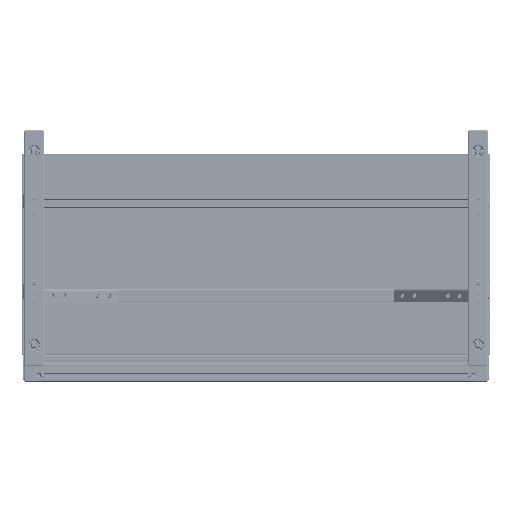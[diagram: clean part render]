
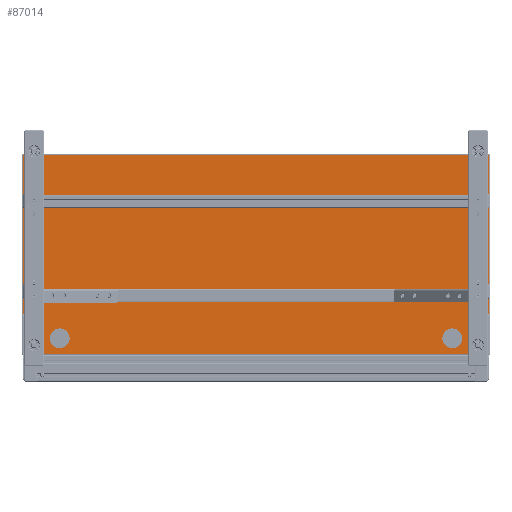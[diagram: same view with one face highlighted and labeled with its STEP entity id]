
A CAD part, front view. The second image highlights one B-rep face of the part: STEP entity #87014.
In plain terms, the highlighted face is planar.
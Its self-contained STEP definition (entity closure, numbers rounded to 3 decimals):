
#5388=FACE_BOUND('',#16088,.T.);
#5389=FACE_BOUND('',#16089,.T.);
#5390=FACE_BOUND('',#16090,.T.);
#5391=FACE_BOUND('',#16091,.T.);
#5392=FACE_BOUND('',#16092,.T.);
#5393=FACE_BOUND('',#16093,.T.);
#7066=PLANE('',#95918);
#11103=FACE_OUTER_BOUND('',#16087,.T.);
#16087=EDGE_LOOP('',(#74882,#74883,#74884,#74885));
#16088=EDGE_LOOP('',(#74886));
#16089=EDGE_LOOP('',(#74887));
#16090=EDGE_LOOP('',(#74888,#74889));
#16091=EDGE_LOOP('',(#74890,#74891));
#16092=EDGE_LOOP('',(#74892,#74893));
#16093=EDGE_LOOP('',(#74894,#74895));
#22912=LINE('',#158157,#30205);
#22914=LINE('',#158165,#30207);
#22916=LINE('',#158175,#30209);
#22918=LINE('',#158184,#30211);
#30205=VECTOR('',#116024,10.);
#30207=VECTOR('',#116032,10.);
#30209=VECTOR('',#116044,10.);
#30211=VECTOR('',#116056,10.);
#35119=CIRCLE('',#95888,29.5);
#35121=CIRCLE('',#95891,29.5);
#35136=CIRCLE('',#95919,3.85);
#35137=CIRCLE('',#95920,3.85);
#35138=CIRCLE('',#95921,3.85);
#35139=CIRCLE('',#95922,3.85);
#35140=CIRCLE('',#95923,3.85);
#35141=CIRCLE('',#95924,3.85);
#35142=CIRCLE('',#95925,3.85);
#35143=CIRCLE('',#95926,3.85);
#42025=VERTEX_POINT('',#158140);
#42027=VERTEX_POINT('',#158146);
#42028=VERTEX_POINT('',#158150);
#42031=VERTEX_POINT('',#158155);
#42032=VERTEX_POINT('',#158159);
#42035=VERTEX_POINT('',#158169);
#42045=VERTEX_POINT('',#158208);
#42046=VERTEX_POINT('',#158209);
#42047=VERTEX_POINT('',#158212);
#42048=VERTEX_POINT('',#158213);
#42049=VERTEX_POINT('',#158216);
#42050=VERTEX_POINT('',#158217);
#42051=VERTEX_POINT('',#158220);
#42052=VERTEX_POINT('',#158221);
#53387=EDGE_CURVE('',#42025,#42025,#35119,.T.);
#53390=EDGE_CURVE('',#42027,#42027,#35121,.T.);
#53394=EDGE_CURVE('',#42031,#42028,#22912,.T.);
#53398=EDGE_CURVE('',#42028,#42032,#22914,.T.);
#53403=EDGE_CURVE('',#42032,#42035,#22916,.T.);
#53408=EDGE_CURVE('',#42035,#42031,#22918,.T.);
#53420=EDGE_CURVE('',#42045,#42046,#35136,.T.);
#53421=EDGE_CURVE('',#42046,#42045,#35137,.T.);
#53422=EDGE_CURVE('',#42047,#42048,#35138,.T.);
#53423=EDGE_CURVE('',#42048,#42047,#35139,.T.);
#53424=EDGE_CURVE('',#42049,#42050,#35140,.T.);
#53425=EDGE_CURVE('',#42050,#42049,#35141,.T.);
#53426=EDGE_CURVE('',#42051,#42052,#35142,.T.);
#53427=EDGE_CURVE('',#42052,#42051,#35143,.T.);
#74882=ORIENTED_EDGE('',*,*,#53394,.F.);
#74883=ORIENTED_EDGE('',*,*,#53408,.F.);
#74884=ORIENTED_EDGE('',*,*,#53403,.F.);
#74885=ORIENTED_EDGE('',*,*,#53398,.F.);
#74886=ORIENTED_EDGE('',*,*,#53387,.T.);
#74887=ORIENTED_EDGE('',*,*,#53390,.T.);
#74888=ORIENTED_EDGE('',*,*,#53420,.T.);
#74889=ORIENTED_EDGE('',*,*,#53421,.T.);
#74890=ORIENTED_EDGE('',*,*,#53422,.T.);
#74891=ORIENTED_EDGE('',*,*,#53423,.T.);
#74892=ORIENTED_EDGE('',*,*,#53424,.T.);
#74893=ORIENTED_EDGE('',*,*,#53425,.T.);
#74894=ORIENTED_EDGE('',*,*,#53426,.T.);
#74895=ORIENTED_EDGE('',*,*,#53427,.T.);
#87014=ADVANCED_FACE('',(#11103,#5388,#5389,#5390,#5391,#5392,#5393),#7066,
 .T.);
#95888=AXIS2_PLACEMENT_3D('',#158142,#116008,#116009);
#95891=AXIS2_PLACEMENT_3D('',#158148,#116015,#116016);
#95918=AXIS2_PLACEMENT_3D('',#158207,#116084,#116085);
#95919=AXIS2_PLACEMENT_3D('',#158210,#116086,#116087);
#95920=AXIS2_PLACEMENT_3D('',#158211,#116088,#116089);
#95921=AXIS2_PLACEMENT_3D('',#158214,#116090,#116091);
#95922=AXIS2_PLACEMENT_3D('',#158215,#116092,#116093);
#95923=AXIS2_PLACEMENT_3D('',#158218,#116094,#116095);
#95924=AXIS2_PLACEMENT_3D('',#158219,#116096,#116097);
#95925=AXIS2_PLACEMENT_3D('',#158222,#116098,#116099);
#95926=AXIS2_PLACEMENT_3D('',#158223,#116100,#116101);
#116008=DIRECTION('center_axis',(0.,0.,-1.));
#116009=DIRECTION('ref_axis',(1.,0.,0.));
#116015=DIRECTION('center_axis',(0.,0.,-1.));
#116016=DIRECTION('ref_axis',(1.,0.,0.));
#116024=DIRECTION('',(0.,1.,0.));
#116032=DIRECTION('',(1.,0.,0.));
#116044=DIRECTION('',(0.,-1.,0.));
#116056=DIRECTION('',(-1.,0.,0.));
#116084=DIRECTION('center_axis',(0.,0.,1.));
#116085=DIRECTION('ref_axis',(1.,0.,0.));
#116086=DIRECTION('center_axis',(0.,0.,-1.));
#116087=DIRECTION('ref_axis',(1.,0.,0.));
#116088=DIRECTION('center_axis',(0.,0.,-1.));
#116089=DIRECTION('ref_axis',(1.,0.,0.));
#116090=DIRECTION('center_axis',(0.,0.,-1.));
#116091=DIRECTION('ref_axis',(1.,0.,0.));
#116092=DIRECTION('center_axis',(0.,0.,-1.));
#116093=DIRECTION('ref_axis',(1.,0.,0.));
#116094=DIRECTION('center_axis',(0.,0.,-1.));
#116095=DIRECTION('ref_axis',(1.,0.,0.));
#116096=DIRECTION('center_axis',(0.,0.,-1.));
#116097=DIRECTION('ref_axis',(1.,0.,0.));
#116098=DIRECTION('center_axis',(0.,0.,-1.));
#116099=DIRECTION('ref_axis',(1.,0.,0.));
#116100=DIRECTION('center_axis',(0.,0.,-1.));
#116101=DIRECTION('ref_axis',(1.,0.,0.));
#158140=CARTESIAN_POINT('',(-616.5,-250.,40.));
#158142=CARTESIAN_POINT('Origin',(-587.,-250.,40.));
#158146=CARTESIAN_POINT('',(557.5,-250.,40.));
#158148=CARTESIAN_POINT('Origin',(587.,-250.,40.));
#158150=CARTESIAN_POINT('',(-698.,298.,40.));
#158155=CARTESIAN_POINT('',(-698.,-298.,40.));
#158157=CARTESIAN_POINT('',(-698.,150.,40.));
#158159=CARTESIAN_POINT('',(698.,298.,40.));
#158165=CARTESIAN_POINT('',(350.,298.,40.));
#158169=CARTESIAN_POINT('',(698.,-298.,40.));
#158175=CARTESIAN_POINT('',(698.,-150.,40.));
#158184=CARTESIAN_POINT('',(-350.,-298.,40.));
#158207=CARTESIAN_POINT('Origin',(0.,0.,40.));
#158208=CARTESIAN_POINT('',(667.85,265.,40.));
#158209=CARTESIAN_POINT('',(660.15,265.,40.));
#158210=CARTESIAN_POINT('Origin',(664.,265.,40.));
#158211=CARTESIAN_POINT('Origin',(664.,265.,40.));
#158212=CARTESIAN_POINT('',(-660.15,-200.,40.));
#158213=CARTESIAN_POINT('',(-667.85,-200.,40.));
#158214=CARTESIAN_POINT('Origin',(-664.,-200.,40.));
#158215=CARTESIAN_POINT('Origin',(-664.,-200.,40.));
#158216=CARTESIAN_POINT('',(-660.15,265.,40.));
#158217=CARTESIAN_POINT('',(-667.85,265.,40.));
#158218=CARTESIAN_POINT('Origin',(-664.,265.,40.));
#158219=CARTESIAN_POINT('Origin',(-664.,265.,40.));
#158220=CARTESIAN_POINT('',(667.85,-200.,40.));
#158221=CARTESIAN_POINT('',(660.15,-200.,40.));
#158222=CARTESIAN_POINT('Origin',(664.,-200.,40.));
#158223=CARTESIAN_POINT('Origin',(664.,-200.,40.));
